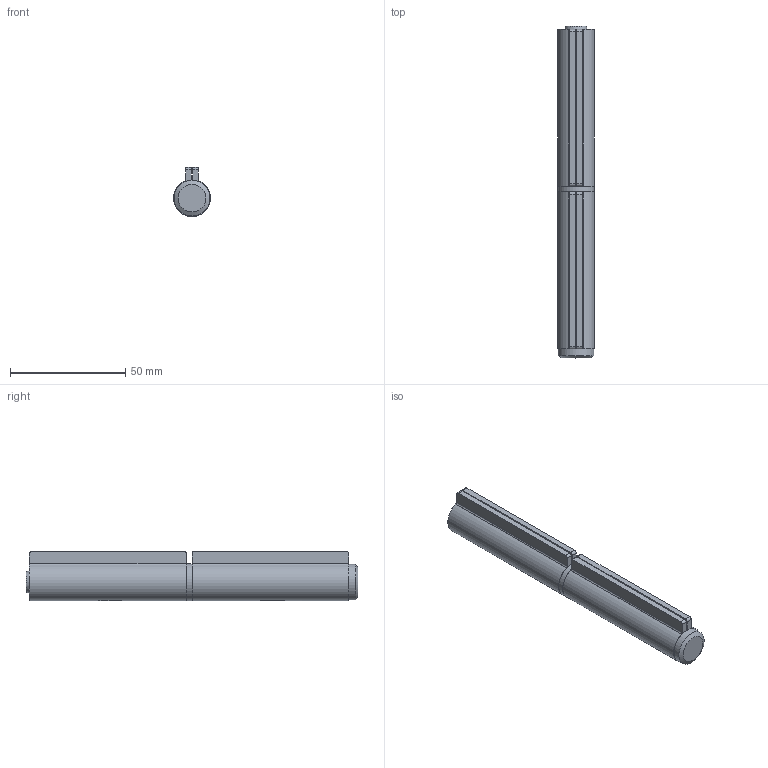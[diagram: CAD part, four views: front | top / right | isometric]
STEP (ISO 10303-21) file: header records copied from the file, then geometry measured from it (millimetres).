
FILE_DESCRIPTION(/* description */ ('CERNIERA 402Z-140'),/* implementation_level */ '2;1');
FILE_NAME(/* name */ '11604014 001.stp',/* time_stamp */ '2023-02-27T14:28:45+01:00',/* author */ ('gcocco'),/* organization */ (''),/* preprocessor_version */ 'ST-DEVELOPER v17.2',/* originating_system */ 'Autodesk Inventor 2019',/* authorisation */ '');
FILE_SCHEMA (('AUTOMOTIVE_DESIGN { 1 0 10303 214 3 1 1 }'));
Length unit declared in the file: millimetre
Products named in the file (4): 11604014  001; 21000807  001; 23000108; 28303005  001
Assembly tree (4 placements, depth 2):
  11604014  001
    21000807  001
    23000108
    28303005  001  x2
Bounding box: 16 x 144 x 21.3 mm (x, y, z)
Volume: 30955.5 mm3; surface area: 26853.7 mm2
Topology: 4 solids, 6 shells, 369 faces, 977 edges, 655 vertices
Faces by surface type: plane 281, cylinder 70, bspline 16, cone 2
Full cylindrical faces by diameter (mm): 10.6 x1, 11 x1, 15.5 x1, 16 x1
Entity records: 6384 total; most frequent: CARTESIAN_POINT 1416, DIRECTION 1026, ORIENTED_EDGE 994, EDGE_CURVE 499, AXIS2_PLACEMENT_3D 361, VERTEX_POINT 335, LINE 304, VECTOR 304
